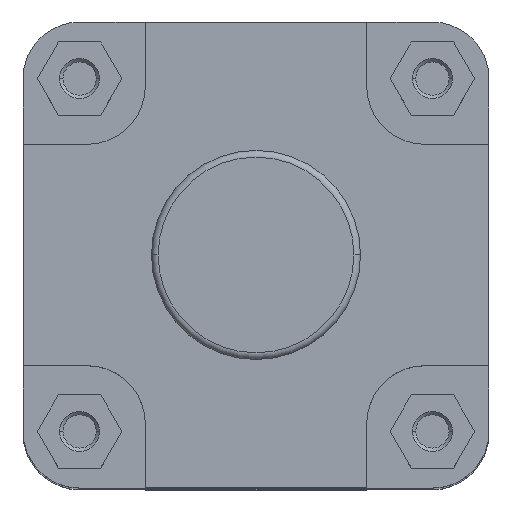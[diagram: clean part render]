
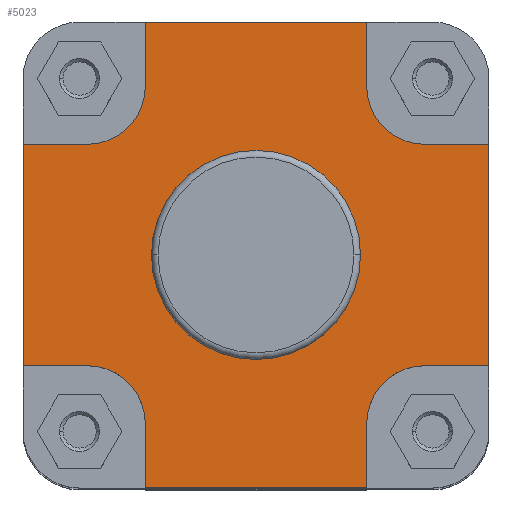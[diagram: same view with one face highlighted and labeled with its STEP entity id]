
A CAD part, top view. The second image highlights one B-rep face of the part: STEP entity #5023.
In plain terms, the highlighted planar face has unit normal (0, 0, 1).
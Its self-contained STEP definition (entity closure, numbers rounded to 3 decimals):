
#700 = CARTESIAN_POINT ( 'NONE',  ( 50.75, -33.25, -6. ) ) ;
#703 = CARTESIAN_POINT ( 'NONE',  ( -70., 33.25, -6. ) ) ;
#707 = CARTESIAN_POINT ( 'NONE',  ( 70., 33.25, -6. ) ) ;
#713 = CARTESIAN_POINT ( 'NONE',  ( -50.75, 33.25, -6. ) ) ;
#738 = CARTESIAN_POINT ( 'NONE',  ( 33.25, -70., -6. ) ) ;
#740 = CARTESIAN_POINT ( 'NONE',  ( -33.25, 70., -6. ) ) ;
#744 = CARTESIAN_POINT ( 'NONE',  ( -50.75, -33.25, -6. ) ) ;
#751 = CARTESIAN_POINT ( 'NONE',  ( 33.25, 70., -6. ) ) ;
#757 = CARTESIAN_POINT ( 'NONE',  ( -70., -33.25, -6. ) ) ;
#759 = CARTESIAN_POINT ( 'NONE',  ( -31.4, 0., -6. ) ) ;
#770 = CARTESIAN_POINT ( 'NONE',  ( 70., -33.25, -6. ) ) ;
#1582 = FACE_BOUND ( 'NONE', #4261, .T. ) ;
#1584 = FACE_OUTER_BOUND ( 'NONE', #4258, .T. ) ;
#1893 = LINE ( 'NONE', #2948, #1918 ) ;
#1918 = VECTOR ( 'NONE', #2955, 1000. ) ;
#1919 = VECTOR ( 'NONE', #2960, 1000. ) ;
#1922 = LINE ( 'NONE', #2954, #1919 ) ;
#1941 = LINE ( 'NONE', #2983, #1944 ) ;
#1943 = CIRCLE ( 'NONE', #6819, 17.5 ) ;
#1944 = VECTOR ( 'NONE', #2986, 1000. ) ;
#1950 = CIRCLE ( 'NONE', #6814, 17.5 ) ;
#2063 = LINE ( 'NONE', #3137, #2064 ) ;
#2064 = VECTOR ( 'NONE', #3138, 1000. ) ;
#2087 = CIRCLE ( 'NONE', #6842, 31.4 ) ;
#2100 = LINE ( 'NONE', #3189, #2101 ) ;
#2101 = VECTOR ( 'NONE', #3190, 1000. ) ;
#2128 = LINE ( 'NONE', #3240, #2130 ) ;
#2129 = VECTOR ( 'NONE', #3250, 1000. ) ;
#2130 = VECTOR ( 'NONE', #3241, 1000. ) ;
#2132 = LINE ( 'NONE', #3249, #2129 ) ;
#2133 = LINE ( 'NONE', #3233, #2137 ) ;
#2135 = LINE ( 'NONE', #3243, #2136 ) ;
#2136 = VECTOR ( 'NONE', #3244, 1000. ) ;
#2137 = VECTOR ( 'NONE', #3246, 1000. ) ;
#2138 = LINE ( 'NONE', #3251, #2144 ) ;
#2139 = VECTOR ( 'NONE', #3259, 1000. ) ;
#2140 = LINE ( 'NONE', #3242, #2142 ) ;
#2141 = CIRCLE ( 'NONE', #6853, 17.5 ) ;
#2142 = VECTOR ( 'NONE', #3253, 1000. ) ;
#2143 = LINE ( 'NONE', #3258, #2139 ) ;
#2144 = VECTOR ( 'NONE', #3255, 1000. ) ;
#2146 = CIRCLE ( 'NONE', #6850, 17.5 ) ;
#2233 = CIRCLE ( 'NONE', #6870, 31.4 ) ;
#2297 = CARTESIAN_POINT ( 'NONE',  ( 0., 31.4, -6. ) ) ;
#2298 = PLANE ( 'NONE',  #6653 ) ;
#2299 = DIRECTION ( 'NONE',  ( 0., 0., -1. ) ) ;
#2300 = DIRECTION ( 'NONE',  ( -1., 0., 0. ) ) ;
#2948 = CARTESIAN_POINT ( 'NONE',  ( 33.25, -70., -6. ) ) ;
#2954 = CARTESIAN_POINT ( 'NONE',  ( -70., -154.141, -6. ) ) ;
#2955 = DIRECTION ( 'NONE',  ( 0., -1., 0. ) ) ;
#2960 = DIRECTION ( 'NONE',  ( 0., -1., 0. ) ) ;
#2980 = CARTESIAN_POINT ( 'NONE',  ( -50.75, -50.75, -6. ) ) ;
#2981 = DIRECTION ( 'NONE',  ( 0., 0., 1. ) ) ;
#2982 = DIRECTION ( 'NONE',  ( -1., 0., 0. ) ) ;
#2983 = CARTESIAN_POINT ( 'NONE',  ( 50.75, -33.25, -6. ) ) ;
#2986 = DIRECTION ( 'NONE',  ( -1., 0., 0. ) ) ;
#2991 = CARTESIAN_POINT ( 'NONE',  ( 50.75, -50.75, -6. ) ) ;
#2992 = DIRECTION ( 'NONE',  ( 0., 0., 1. ) ) ;
#2993 = DIRECTION ( 'NONE',  ( -1., 0., 0. ) ) ;
#3137 = CARTESIAN_POINT ( 'NONE',  ( -33.25, -50.75, -6. ) ) ;
#3138 = DIRECTION ( 'NONE',  ( 0., 1., 0. ) ) ;
#3158 = CARTESIAN_POINT ( 'NONE',  ( 0., 0., -6. ) ) ;
#3172 = DIRECTION ( 'NONE',  ( 0., 0., 1. ) ) ;
#3173 = DIRECTION ( 'NONE',  ( 1., 0., 0. ) ) ;
#3189 = CARTESIAN_POINT ( 'NONE',  ( -70., -33.25, -6. ) ) ;
#3190 = DIRECTION ( 'NONE',  ( -1., 0., 0. ) ) ;
#3233 = CARTESIAN_POINT ( 'NONE',  ( 70., 33.25, -6. ) ) ;
#3240 = CARTESIAN_POINT ( 'NONE',  ( 0., -70., -6. ) ) ;
#3241 = DIRECTION ( 'NONE',  ( 1., 0., 0. ) ) ;
#3242 = CARTESIAN_POINT ( 'NONE',  ( 0., 70., -6. ) ) ;
#3243 = CARTESIAN_POINT ( 'NONE',  ( 70., -154.141, -6. ) ) ;
#3244 = DIRECTION ( 'NONE',  ( 0., -1., 0. ) ) ;
#3245 = CARTESIAN_POINT ( 'NONE',  ( 50.75, 50.75, -6. ) ) ;
#3246 = DIRECTION ( 'NONE',  ( 1., 0., 0. ) ) ;
#3247 = DIRECTION ( 'NONE',  ( 0., 0., 1. ) ) ;
#3248 = DIRECTION ( 'NONE',  ( -1., 0., 0. ) ) ;
#3249 = CARTESIAN_POINT ( 'NONE',  ( 33.25, 50.75, -6. ) ) ;
#3250 = DIRECTION ( 'NONE',  ( 0., -1., 0. ) ) ;
#3251 = CARTESIAN_POINT ( 'NONE',  ( -33.25, 70., -6. ) ) ;
#3253 = DIRECTION ( 'NONE',  ( 1., 0., 0. ) ) ;
#3254 = CARTESIAN_POINT ( 'NONE',  ( -50.75, 50.75, -6. ) ) ;
#3255 = DIRECTION ( 'NONE',  ( 0., 1., 0. ) ) ;
#3256 = DIRECTION ( 'NONE',  ( 0., 0., 1. ) ) ;
#3257 = DIRECTION ( 'NONE',  ( -1., 0., 0. ) ) ;
#3258 = CARTESIAN_POINT ( 'NONE',  ( -50.75, 33.25, -6. ) ) ;
#3259 = DIRECTION ( 'NONE',  ( 1., 0., 0. ) ) ;
#3369 = CARTESIAN_POINT ( 'NONE',  ( 0., 0., -6. ) ) ;
#3375 = DIRECTION ( 'NONE',  ( 0., 0., 1. ) ) ;
#3376 = DIRECTION ( 'NONE',  ( 1., 0., 0. ) ) ;
#3453 = CARTESIAN_POINT ( 'NONE',  ( 50.75, 33.25, -6. ) ) ;
#3462 = CARTESIAN_POINT ( 'NONE',  ( -33.25, -70., -6. ) ) ;
#3466 = CARTESIAN_POINT ( 'NONE',  ( -33.25, -50.75, -6. ) ) ;
#3471 = CARTESIAN_POINT ( 'NONE',  ( 33.25, 50.75, -6. ) ) ;
#3473 = CARTESIAN_POINT ( 'NONE',  ( 31.4, 0., -6. ) ) ;
#3475 = CARTESIAN_POINT ( 'NONE',  ( -33.25, 50.75, -6. ) ) ;
#3486 = CARTESIAN_POINT ( 'NONE',  ( 33.25, -50.75, -6. ) ) ;
#4010 = ORIENTED_EDGE ( 'NONE', *, *, #7133, .F. ) ;
#4258 = EDGE_LOOP ( 'NONE', ( #4369, #4370, #4373, #4372, #4346, #4345, #4347, #4338, #4010, #4367, #4334, #4368, #5584, #5628, #5629, #5630 ) ) ;
#4261 = EDGE_LOOP ( 'NONE', ( #4342, #4344 ) ) ;
#4334 = ORIENTED_EDGE ( 'NONE', *, *, #7135, .F. ) ;
#4338 = ORIENTED_EDGE ( 'NONE', *, *, #7021, .F. ) ;
#4342 = ORIENTED_EDGE ( 'NONE', *, *, #7190, .F. ) ;
#4344 = ORIENTED_EDGE ( 'NONE', *, *, #7103, .F. ) ;
#4345 = ORIENTED_EDGE ( 'NONE', *, *, #7007, .F. ) ;
#4346 = ORIENTED_EDGE ( 'NONE', *, *, #7132, .T. ) ;
#4347 = ORIENTED_EDGE ( 'NONE', *, *, #7024, .F. ) ;
#4367 = ORIENTED_EDGE ( 'NONE', *, *, #7134, .F. ) ;
#4368 = ORIENTED_EDGE ( 'NONE', *, *, #7136, .F. ) ;
#4369 = ORIENTED_EDGE ( 'NONE', *, *, #7009, .T. ) ;
#4370 = ORIENTED_EDGE ( 'NONE', *, *, #7111, .F. ) ;
#4372 = ORIENTED_EDGE ( 'NONE', *, *, #7089, .F. ) ;
#4373 = ORIENTED_EDGE ( 'NONE', *, *, #7019, .F. ) ;
#4793 = VERTEX_POINT ( 'NONE', #700 ) ;
#4800 = VERTEX_POINT ( 'NONE', #703 ) ;
#4806 = VERTEX_POINT ( 'NONE', #707 ) ;
#4818 = VERTEX_POINT ( 'NONE', #713 ) ;
#4851 = VERTEX_POINT ( 'NONE', #738 ) ;
#4855 = VERTEX_POINT ( 'NONE', #740 ) ;
#4859 = VERTEX_POINT ( 'NONE', #744 ) ;
#4871 = VERTEX_POINT ( 'NONE', #751 ) ;
#4881 = VERTEX_POINT ( 'NONE', #757 ) ;
#4883 = VERTEX_POINT ( 'NONE', #759 ) ;
#4897 = VERTEX_POINT ( 'NONE', #770 ) ;
#5023 = ADVANCED_FACE ( 'NONE', ( #1582, #1584 ), #2298, .F. ) ;
#5584 = ORIENTED_EDGE ( 'NONE', *, *, #7137, .F. ) ;
#5628 = ORIENTED_EDGE ( 'NONE', *, *, #7138, .F. ) ;
#5629 = ORIENTED_EDGE ( 'NONE', *, *, #7139, .F. ) ;
#5630 = ORIENTED_EDGE ( 'NONE', *, *, #7140, .F. ) ;
#6653 = AXIS2_PLACEMENT_3D ( 'NONE', #2297, #2299, #2300 ) ;
#6814 = AXIS2_PLACEMENT_3D ( 'NONE', #2991, #2992, #2993 ) ;
#6819 = AXIS2_PLACEMENT_3D ( 'NONE', #2980, #2981, #2982 ) ;
#6842 = AXIS2_PLACEMENT_3D ( 'NONE', #3158, #3172, #3173 ) ;
#6850 = AXIS2_PLACEMENT_3D ( 'NONE', #3254, #3256, #3257 ) ;
#6853 = AXIS2_PLACEMENT_3D ( 'NONE', #3245, #3247, #3248 ) ;
#6870 = AXIS2_PLACEMENT_3D ( 'NONE', #3369, #3375, #3376 ) ;
#7007 = EDGE_CURVE ( 'NONE', #7260, #4851, #1893, .T. ) ;
#7009 = EDGE_CURVE ( 'NONE', #4800, #4881, #1922, .T. ) ;
#7019 = EDGE_CURVE ( 'NONE', #7240, #4859, #1943, .T. ) ;
#7021 = EDGE_CURVE ( 'NONE', #4897, #4793, #1941, .T. ) ;
#7024 = EDGE_CURVE ( 'NONE', #4793, #7260, #1950, .T. ) ;
#7089 = EDGE_CURVE ( 'NONE', #7236, #7240, #2063, .T. ) ;
#7103 = EDGE_CURVE ( 'NONE', #4883, #7247, #2087, .T. ) ;
#7111 = EDGE_CURVE ( 'NONE', #4859, #4881, #2100, .T. ) ;
#7132 = EDGE_CURVE ( 'NONE', #7236, #4851, #2128, .T. ) ;
#7133 = EDGE_CURVE ( 'NONE', #4806, #4897, #2135, .T. ) ;
#7134 = EDGE_CURVE ( 'NONE', #7226, #4806, #2133, .T. ) ;
#7135 = EDGE_CURVE ( 'NONE', #7245, #7226, #2141, .T. ) ;
#7136 = EDGE_CURVE ( 'NONE', #4871, #7245, #2132, .T. ) ;
#7137 = EDGE_CURVE ( 'NONE', #4855, #4871, #2140, .T. ) ;
#7138 = EDGE_CURVE ( 'NONE', #7249, #4855, #2138, .T. ) ;
#7139 = EDGE_CURVE ( 'NONE', #4818, #7249, #2146, .T. ) ;
#7140 = EDGE_CURVE ( 'NONE', #4800, #4818, #2143, .T. ) ;
#7190 = EDGE_CURVE ( 'NONE', #7247, #4883, #2233, .T. ) ;
#7226 = VERTEX_POINT ( 'NONE', #3453 ) ;
#7236 = VERTEX_POINT ( 'NONE', #3462 ) ;
#7240 = VERTEX_POINT ( 'NONE', #3466 ) ;
#7245 = VERTEX_POINT ( 'NONE', #3471 ) ;
#7247 = VERTEX_POINT ( 'NONE', #3473 ) ;
#7249 = VERTEX_POINT ( 'NONE', #3475 ) ;
#7260 = VERTEX_POINT ( 'NONE', #3486 ) ;
